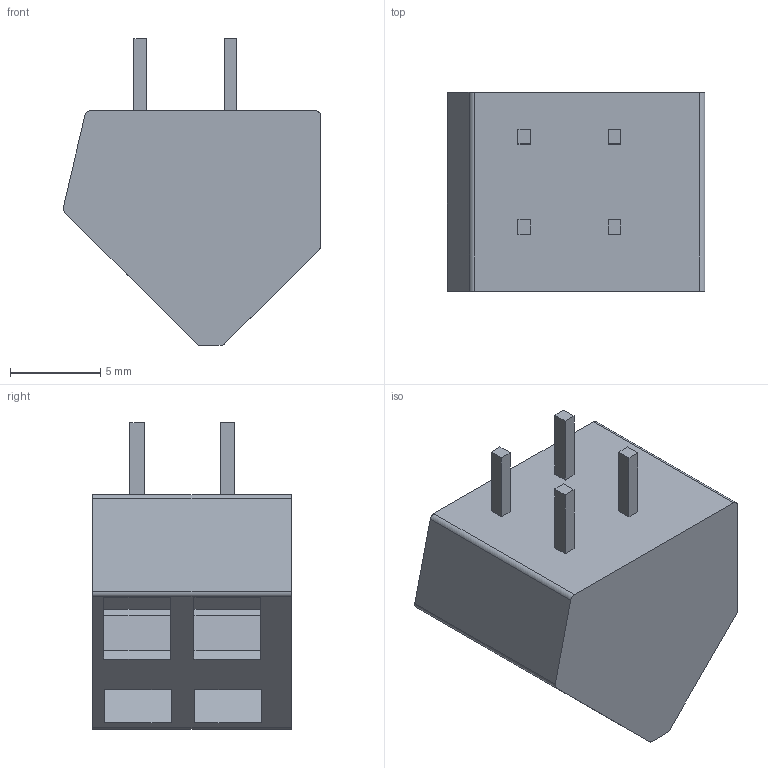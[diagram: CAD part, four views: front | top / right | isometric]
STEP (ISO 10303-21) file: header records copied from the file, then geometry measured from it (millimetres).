
FILE_DESCRIPTION((''),'2;1');
FILE_NAME('PRT0001','2024-09-29T16:52:34',('tluser'),(''),'CREO PARAMETRIC BY PTC INC, 2018100','CREO PARAMETRIC BY PTC INC, 2018100','');
FILE_SCHEMA(('CONFIG_CONTROL_DESIGN'));
Length unit declared in the file: millimetre
Products named in the file (1): PRT0001
Bounding box: 14.27 x 11 x 17 mm (x, y, z)
Volume: 1389.2 mm3; surface area: 1006.9 mm2
Topology: 1 solids, 1 shells, 76 faces, 184 edges, 120 vertices
Faces by surface type: plane 70, cylinder 6
Entity records: 2214 total; most frequent: CARTESIAN_POINT 380, ORIENTED_EDGE 368, DIRECTION 348, EDGE_CURVE 184, VECTOR 172, LINE 172, VERTEX_POINT 120, AXIS2_PLACEMENT_3D 88
